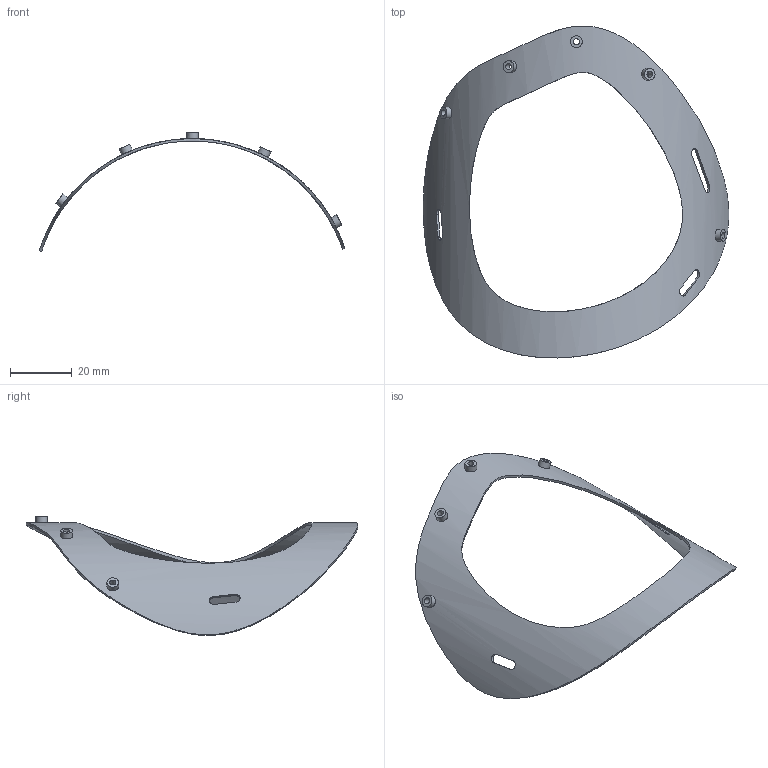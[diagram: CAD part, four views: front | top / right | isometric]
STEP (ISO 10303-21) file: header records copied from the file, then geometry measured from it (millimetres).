
FILE_DESCRIPTION(/* description */ ('STEP AP242','CAx-IF Rec.Pracs.---Representation and Presentation of Product Manufacturing Information (PMI)---4.0---2014-10-13','CAx-IF Rec.Pracs.---3D Tessellated Geometry---0.4---2014-09-14','2;1'),/* implementation_level */ '2;1');
FILE_NAME(/* name */ '65f41f22491fbd66080488e7',/* time_stamp */ '2024-03-15T10:12:51Z',/* author */ (''),/* organization */ (''),/* preprocessor_version */ 'ST-DEVELOPER v19.4',/* originating_system */ ' ',/* authorisation */ ' ');
FILE_SCHEMA (('AP242_MANAGED_MODEL_BASED_3D_ENGINEERING_MIM_LF { 1 0 10303 442 1 1 4 }'));
Length unit declared in the file: metre
Products named in the file (1): Part 2
Bounding box: 99.02 x 107.6 x 38.66 mm (x, y, z)
Volume: 3830.2 mm3; surface area: 11512.7 mm2
Topology: 1 solids, 1 shells, 31 faces, 77 edges, 53 vertices
Faces by surface type: cylinder 18, bspline 8, plane 5
Full cylindrical faces by diameter (mm): 2 x5, 3.8 x5
Entity records: 2632 total; most frequent: CARTESIAN_POINT 1998, ORIENTED_EDGE 120, DIRECTION 80, EDGE_LOOP 66, FACE_BOUND 66, EDGE_CURVE 60, VERTEX_POINT 48, B_SPLINE_CURVE_WITH_KNOTS 38
